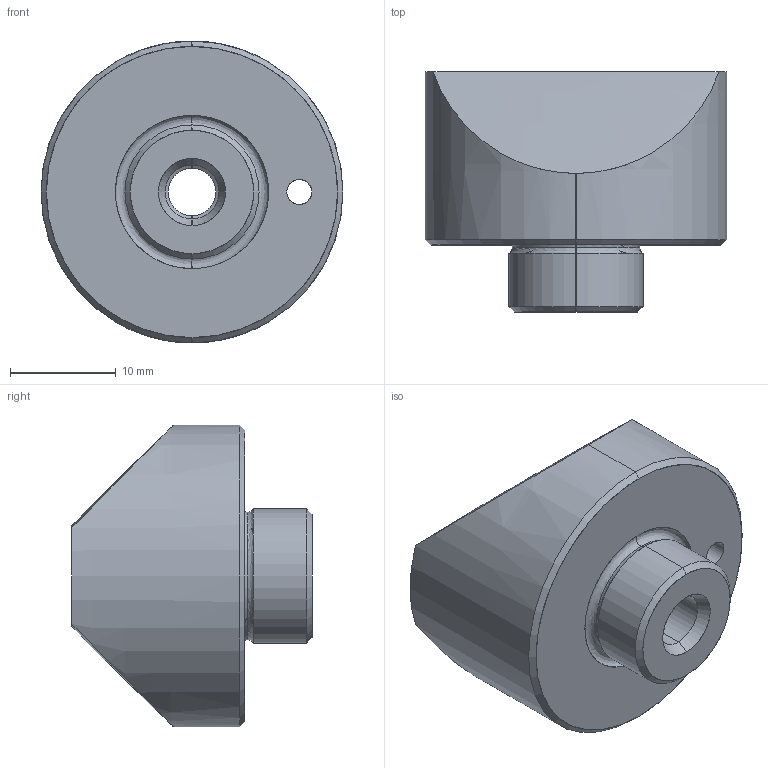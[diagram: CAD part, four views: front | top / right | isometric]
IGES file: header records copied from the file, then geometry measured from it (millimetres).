
Start section: SolidWorks IGES file using analytic representation for surfaces
Global section: file name: CS-1125-CPM Canoe Sphere.IGS; native system: SolidWorks 2012; preprocessor: SolidWorks 2012; author: Scott; date: 130722.005716; units: inch
Bounding box: 28.57 x 22.73 x 28.57 mm (x, y, z)
Surface area: 3175.2 mm2 (no closed solid volume)
Topology: 0 solids, 0 shells, 30 faces, 492 edges, 492 vertices
Faces by surface type: revolution 22, bspline 8
